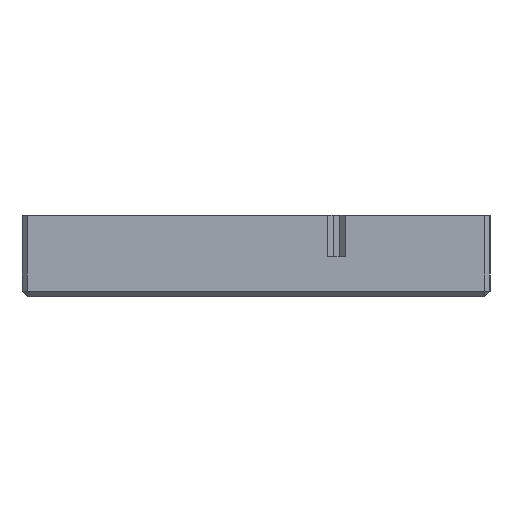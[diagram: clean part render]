
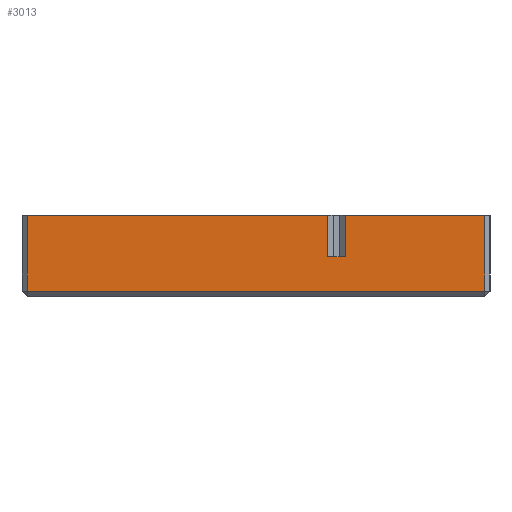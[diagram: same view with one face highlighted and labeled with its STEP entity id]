
A CAD part, left-side view. The second image highlights one B-rep face of the part: STEP entity #3013.
In plain terms, the highlighted planar face has unit normal (-1, 0, 0).
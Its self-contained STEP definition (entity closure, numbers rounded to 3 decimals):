
#193=FACE_OUTER_BOUND('',#363,.T.);
#363=EDGE_LOOP('',(#2569,#2570,#2571,#2572,#2573,#2574,#2575,#2576));
#725=LINE('',#4742,#1125);
#733=LINE('',#4759,#1133);
#734=LINE('',#4761,#1134);
#735=LINE('',#4763,#1135);
#736=LINE('',#4765,#1136);
#737=LINE('',#4767,#1137);
#738=LINE('',#4769,#1138);
#739=LINE('',#4770,#1139);
#1125=VECTOR('',#3895,10.);
#1133=VECTOR('',#3909,10.);
#1134=VECTOR('',#3910,10.);
#1135=VECTOR('',#3911,10.);
#1136=VECTOR('',#3912,10.);
#1137=VECTOR('',#3913,10.);
#1138=VECTOR('',#3914,10.);
#1139=VECTOR('',#3915,10.);
#1412=VERTEX_POINT('',#4739);
#1413=VERTEX_POINT('',#4741);
#1419=VERTEX_POINT('',#4758);
#1420=VERTEX_POINT('',#4760);
#1421=VERTEX_POINT('',#4762);
#1422=VERTEX_POINT('',#4764);
#1423=VERTEX_POINT('',#4766);
#1424=VERTEX_POINT('',#4768);
#1801=EDGE_CURVE('',#1412,#1413,#725,.T.);
#1810=EDGE_CURVE('',#1419,#1412,#733,.T.);
#1811=EDGE_CURVE('',#1420,#1419,#734,.T.);
#1812=EDGE_CURVE('',#1421,#1420,#735,.T.);
#1813=EDGE_CURVE('',#1422,#1421,#736,.T.);
#1814=EDGE_CURVE('',#1422,#1423,#737,.T.);
#1815=EDGE_CURVE('',#1424,#1423,#738,.T.);
#1816=EDGE_CURVE('',#1424,#1413,#739,.T.);
#2569=ORIENTED_EDGE('',*,*,#1801,.F.);
#2570=ORIENTED_EDGE('',*,*,#1810,.F.);
#2571=ORIENTED_EDGE('',*,*,#1811,.F.);
#2572=ORIENTED_EDGE('',*,*,#1812,.F.);
#2573=ORIENTED_EDGE('',*,*,#1813,.F.);
#2574=ORIENTED_EDGE('',*,*,#1814,.T.);
#2575=ORIENTED_EDGE('',*,*,#1815,.F.);
#2576=ORIENTED_EDGE('',*,*,#1816,.T.);
#2845=PLANE('',#3218);
#3013=ADVANCED_FACE('',(#193),#2845,.T.);
#3218=AXIS2_PLACEMENT_3D('',#4757,#3907,#3908);
#3895=DIRECTION('',(0.,0.,-1.));
#3907=DIRECTION('center_axis',(-1.,0.,0.));
#3908=DIRECTION('ref_axis',(0.,-1.,0.));
#3909=DIRECTION('',(0.,-1.,0.));
#3910=DIRECTION('',(0.,0.,1.));
#3911=DIRECTION('',(0.,1.,0.));
#3912=DIRECTION('',(0.,0.,-1.));
#3913=DIRECTION('',(0.,1.,0.));
#3914=DIRECTION('',(0.,0.,1.));
#3915=DIRECTION('',(0.,1.,0.));
#4739=CARTESIAN_POINT('',(-12.4,229.969,51.));
#4741=CARTESIAN_POINT('',(-12.4,229.969,47.93));
#4742=CARTESIAN_POINT('',(-12.4,229.969,30.));
#4757=CARTESIAN_POINT('Origin',(-12.4,350.,0.));
#4758=CARTESIAN_POINT('',(-12.4,252.169,51.));
#4759=CARTESIAN_POINT('',(-12.4,262.5,51.));
#4760=CARTESIAN_POINT('',(-12.4,252.169,45.4));
#4761=CARTESIAN_POINT('',(-12.4,252.169,0.));
#4762=CARTESIAN_POINT('',(-12.4,218.369,45.4));
#4763=CARTESIAN_POINT('',(-12.4,262.5,45.4));
#4764=CARTESIAN_POINT('',(-12.4,218.369,51.));
#4765=CARTESIAN_POINT('',(-12.4,218.369,0.));
#4766=CARTESIAN_POINT('',(-12.4,228.669,51.));
#4767=CARTESIAN_POINT('',(-12.4,262.5,51.));
#4768=CARTESIAN_POINT('',(-12.4,228.669,47.93));
#4769=CARTESIAN_POINT('',(-12.4,228.669,30.));
#4770=CARTESIAN_POINT('',(-12.4,295.385,47.93));
